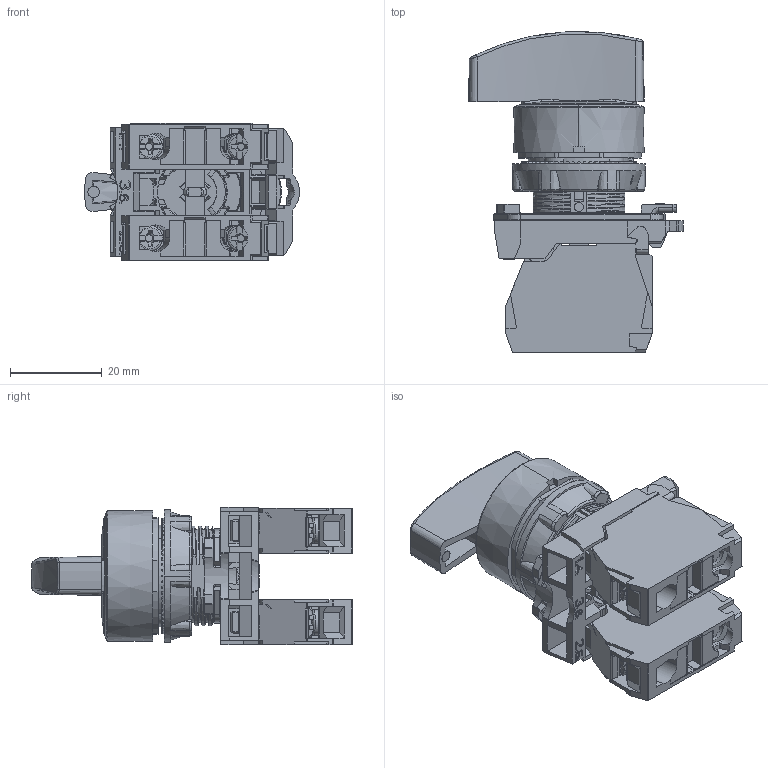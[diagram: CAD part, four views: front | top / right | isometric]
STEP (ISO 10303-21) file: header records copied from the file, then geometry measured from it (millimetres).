
FILE_DESCRIPTION((''),'2;1');
FILE_NAME('XB5AJ33_ASM','2023-12-22T',('Administrator'),('zyb.com'),'PRO/ENGINEER BY PARAMETRIC TECHNOLOGY CORPORATION, 2010280','PRO/ENGINEER BY PARAMETRIC TECHNOLOGY CORPORATION, 2010280','');
FILE_SCHEMA(('AUTOMOTIVE_DESIGN { 1 0 10303 214 1 1 1 1 }'));
Length unit declared in the file: millimetre
Products named in the file (4): ZB5AZ009; ZBE101; ZB5AJ3C; XB5AJ33_ASM
Assembly tree (4 placements, depth 2):
  XB5AJ33_ASM
    ZB5AZ009
    ZBE101  x2
    ZB5AJ3C
Bounding box: 46.87 x 70 x 30 mm (x, y, z)
Volume: 30987.8 mm3; surface area: 25139.8 mm2
Topology: 24 solids, 48 shells, 5278 faces, 14475 edges, 9384 vertices
Faces by surface type: plane 3088, cylinder 1281, bspline 533, cone 189, torus 129, sphere 52, extrusion 6
Entity records: 175738 total; most frequent: CARTESIAN_POINT 55446, ORIENTED_EDGE 20942, DIRECTION 17362, EDGE_CURVE 10471, VERTEX_POINT 6775, VECTOR 6670, LINE 6664, AXIS2_PLACEMENT_3D 5346
